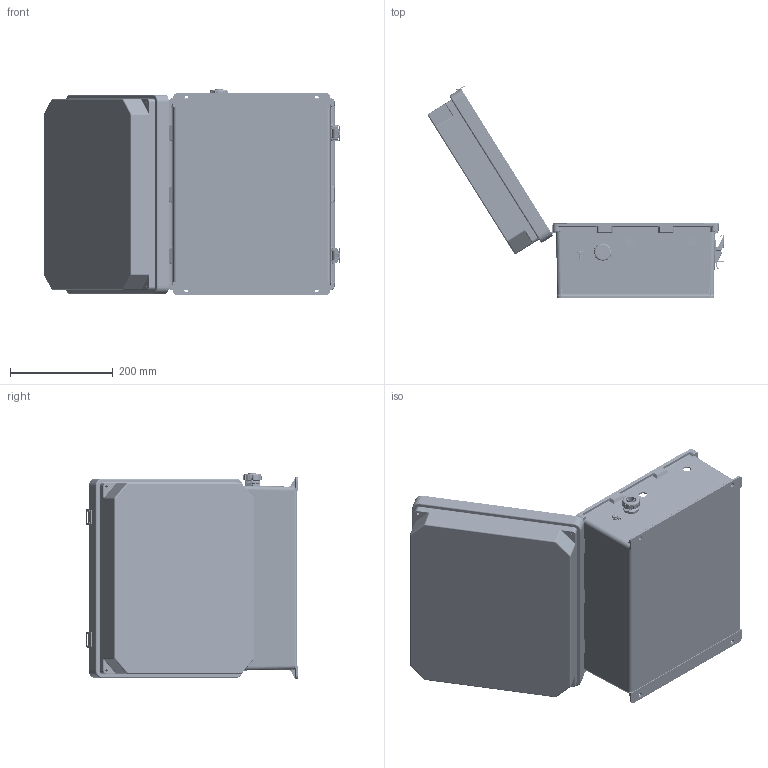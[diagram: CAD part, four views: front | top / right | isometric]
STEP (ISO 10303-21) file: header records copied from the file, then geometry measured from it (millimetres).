
FILE_DESCRIPTION (( 'STEP AP214' ), '1' );
FILE_NAME ('NB141207-100_3D.step', '2025-10-28T17:09:53', ( '' ), ( '' ), 'SwSTEP 2.0', 'SolidWorks 2025', '' );
FILE_SCHEMA (( 'AUTOMOTIVE_DESIGN' ));
Length unit declared in the file: inch
Products named in the file (22): XCT-0010; XFS-0017; XCT-0005; NEMA GroundWire-2; XF451-01; XF797-02; XFW-0002; NB141207-DoorClasp-1; NB141207-Lid-2; XCTB-0002; NB141207-Hinge; NB141207-DoorClasp-2; XCT-0011; NB141207-100_3D; XMH-0010; NB141207-Box; XC-0003; XFN-0003; XFS-0026; XMH-0007; 10-32 NEMA PLATE SCREW; XFN-0013
Assembly tree (37 placements, depth 2):
  NB141207-100_3D
    NB141207-Box
    NB141207-Hinge  x2
    NB141207-Lid-2
    NB141207-DoorClasp-1  x2
    NB141207-DoorClasp-2  x2
    XC-0003
    XFS-0026
    XCT-0005
    XFN-0003  x2
    XFW-0002
    XF451-01
    XCT-0010
    XCT-0011
    XCTB-0002
    XFN-0013  x2
    XMH-0010  x2
    10-32 NEMA PLATE SCREW  x4
    XFS-0017  x5
    XF797-02
    XMH-0007  x4
    NEMA GroundWire-2
Bounding box: 578.07 x 413.05 x 402.49 mm (x, y, z)
Volume: 2300605.7 mm3; surface area: 1391483.3 mm2
Topology: 43 solids, 44 shells, 4621 faces, 11389 edges, 6879 vertices
Faces by surface type: plane 1516, cylinder 1340, cone 1201, torus 358, bspline 182, sphere 24
Entity records: 97481 total; most frequent: CARTESIAN_POINT 24767, DIRECTION 15329, ORIENTED_EDGE 15108, EDGE_CURVE 7554, AXIS2_PLACEMENT_3D 5761, VERTEX_POINT 4643, LINE 3807, VECTOR 3807
